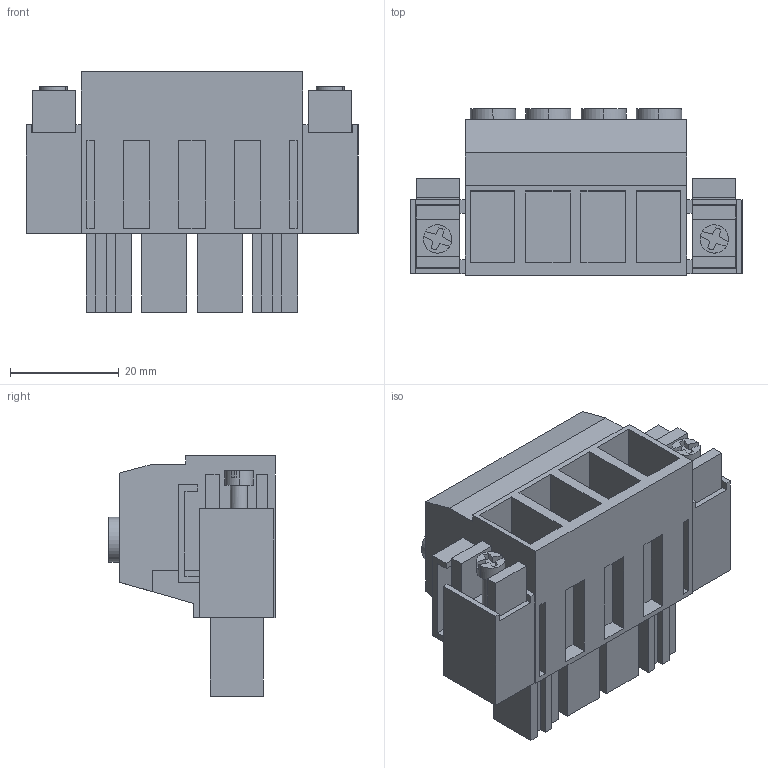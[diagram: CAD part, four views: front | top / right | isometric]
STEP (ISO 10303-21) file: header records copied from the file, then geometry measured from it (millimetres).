
FILE_DESCRIPTION(('CATIA V5 STEP Exchange','CAx-IF Rec.Pracs.--- Model Styling and Organization---1.2---2011-12-15'),'2;1');
FILE_NAME ('D1459170_0_1924640000_1924640000.stp','2017-04-28T06:40:21+00:00',('none'),('Weidmueller'),'CATIA Version 5-6 Release 2014','CATIA V5 STEP AP214','none');
FILE_SCHEMA(('AUTOMOTIVE_DESIGN { 1 0 10303 214 1 1 1 1 }'));
Length unit declared in the file: millimetre
Products named in the file (1): 1924640000
Bounding box: 60.96 x 30.6 x 44.1 mm (x, y, z)
Volume: 32173.9 mm3; surface area: 19395.4 mm2
Topology: 9 solids, 9 shells, 410 faces, 1121 edges, 756 vertices
Faces by surface type: plane 352, cylinder 54, extrusion 4
Entity records: 12651 total; most frequent: CARTESIAN_POINT 2599, ORIENTED_EDGE 2242, DIRECTION 1719, EDGE_CURVE 1121, VECTOR 985, LINE 981, VERTEX_POINT 756, EDGE_LOOP 445
